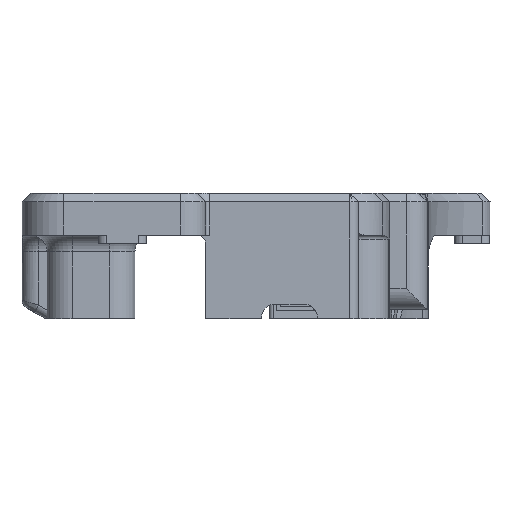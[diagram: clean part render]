
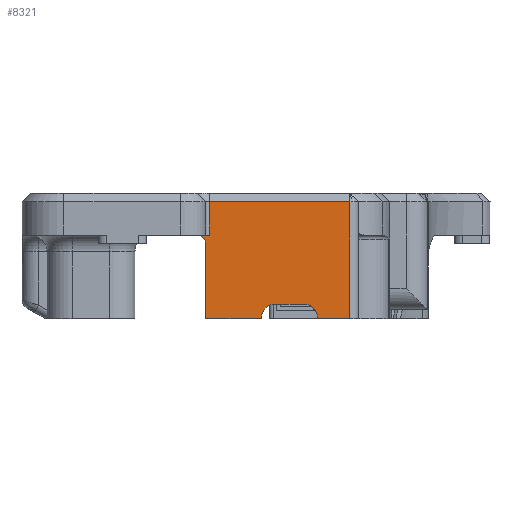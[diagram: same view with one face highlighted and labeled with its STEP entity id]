
A CAD part, front view. The second image highlights one B-rep face of the part: STEP entity #8321.
In plain terms, the highlighted planar face has unit normal (0, -1, 0).
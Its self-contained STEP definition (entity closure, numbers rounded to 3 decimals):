
#488=CIRCLE('',#8892,1.75);
#544=CIRCLE('',#9026,1.);
#545=CIRCLE('',#9027,1.75);
#943=FACE_OUTER_BOUND('',#1438,.T.);
#1438=EDGE_LOOP('',(#6378,#6379,#6380,#6381,#6382,#6383,#6384,#6385,#6386,
#6387,#6388));
#1890=LINE('',#12408,#2668);
#2025=LINE('',#13219,#2803);
#2031=LINE('',#13238,#2809);
#2043=LINE('',#13265,#2821);
#2121=LINE('',#13778,#2899);
#2124=LINE('',#13790,#2902);
#2127=LINE('',#13798,#2905);
#2128=LINE('',#13801,#2906);
#2668=VECTOR('',#9803,10.);
#2803=VECTOR('',#10278,10.);
#2809=VECTOR('',#10298,10.);
#2821=VECTOR('',#10328,10.);
#2899=VECTOR('',#10626,10.);
#2902=VECTOR('',#10639,0.4);
#2905=VECTOR('',#10650,10.);
#2906=VECTOR('',#10653,10.);
#3436=VERTEX_POINT('',#12405);
#3437=VERTEX_POINT('',#12407);
#3687=VERTEX_POINT('',#13216);
#3688=VERTEX_POINT('',#13218);
#3689=VERTEX_POINT('',#13222);
#3694=VERTEX_POINT('',#13236);
#3700=VERTEX_POINT('',#13255);
#3765=VERTEX_POINT('',#13772);
#3767=VERTEX_POINT('',#13776);
#3771=VERTEX_POINT('',#13787);
#3773=VERTEX_POINT('',#13800);
#4273=EDGE_CURVE('',#3437,#3436,#1890,.T.);
#4560=EDGE_CURVE('',#3688,#3687,#2025,.T.);
#4563=EDGE_CURVE('',#3687,#3689,#488,.T.);
#4570=EDGE_CURVE('',#3694,#3689,#2031,.T.);
#4584=EDGE_CURVE('',#3700,#3694,#2043,.T.);
#4725=EDGE_CURVE('',#3765,#3767,#2121,.T.);
#4731=EDGE_CURVE('',#3771,#3437,#2124,.T.);
#4735=EDGE_CURVE('',#3771,#3700,#2127,.T.);
#4736=EDGE_CURVE('',#3765,#3436,#544,.T.);
#4737=EDGE_CURVE('',#3773,#3767,#2128,.T.);
#4738=EDGE_CURVE('',#3773,#3688,#545,.T.);
#6378=ORIENTED_EDGE('',*,*,#4735,.F.);
#6379=ORIENTED_EDGE('',*,*,#4731,.T.);
#6380=ORIENTED_EDGE('',*,*,#4273,.T.);
#6381=ORIENTED_EDGE('',*,*,#4736,.F.);
#6382=ORIENTED_EDGE('',*,*,#4725,.T.);
#6383=ORIENTED_EDGE('',*,*,#4737,.F.);
#6384=ORIENTED_EDGE('',*,*,#4738,.T.);
#6385=ORIENTED_EDGE('',*,*,#4560,.T.);
#6386=ORIENTED_EDGE('',*,*,#4563,.T.);
#6387=ORIENTED_EDGE('',*,*,#4570,.F.);
#6388=ORIENTED_EDGE('',*,*,#4584,.F.);
#7987=PLANE('',#9025);
#8321=ADVANCED_FACE('',(#943),#7987,.T.);
#8892=AXIS2_PLACEMENT_3D('',#13225,#10283,#10284);
#9025=AXIS2_PLACEMENT_3D('',#13797,#10648,#10649);
#9026=AXIS2_PLACEMENT_3D('',#13799,#10651,#10652);
#9027=AXIS2_PLACEMENT_3D('',#13802,#10654,#10655);
#9803=DIRECTION('',(-1.,0.,0.));
#10278=DIRECTION('',(1.,0.,0.));
#10283=DIRECTION('center_axis',(0.,1.,0.));
#10284=DIRECTION('ref_axis',(0.,0.,
-1.));
#10298=DIRECTION('',(-1.,0.,0.));
#10328=DIRECTION('',(0.,0.,-1.));
#10626=DIRECTION('',(0.,0.,-1.));
#10639=DIRECTION('',(0.,0.,-1.));
#10648=DIRECTION('center_axis',(0.,-1.,
0.));
#10649=DIRECTION('ref_axis',(-1.,0.,0.));
#10650=DIRECTION('',(1.,0.,0.));
#10651=DIRECTION('center_axis',(0.,-1.,
0.));
#10652=DIRECTION('ref_axis',(0.707,0.,0.707));
#10653=DIRECTION('',(-1.,0.,0.));
#10654=DIRECTION('center_axis',(0.,1.,0.));
#10655=DIRECTION('ref_axis',(0.,0.,
1.));
#12405=CARTESIAN_POINT('',(0.477,69.429,43.306));
#12407=CARTESIAN_POINT('',(1.877,69.429,43.306));
#12408=CARTESIAN_POINT('',(13.322,69.429,43.306));
#13216=CARTESIAN_POINT('',(13.127,69.429,35.056));
#13218=CARTESIAN_POINT('',(9.877,69.429,35.056));
#13219=CARTESIAN_POINT('',(14.577,69.429,35.056));
#13222=CARTESIAN_POINT('',(14.877,69.429,33.306));
#13225=CARTESIAN_POINT('Origin',(13.127,69.429,33.306));
#13236=CARTESIAN_POINT('',(18.727,69.429,33.306));
#13238=CARTESIAN_POINT('',(0.477,69.429,33.306));
#13255=CARTESIAN_POINT('',(18.727,69.429,47.306));
#13265=CARTESIAN_POINT('',(18.727,69.429,48.306));
#13772=CARTESIAN_POINT('',(1.477,69.429,42.306));
#13776=CARTESIAN_POINT('',(1.477,69.429,33.306));
#13778=CARTESIAN_POINT('',(1.477,69.429,45.806));
#13787=CARTESIAN_POINT('',(1.877,69.429,47.306));
#13790=CARTESIAN_POINT('',(1.877,69.429,45.806));
#13797=CARTESIAN_POINT('Origin',(19.277,69.429,48.306));
#13798=CARTESIAN_POINT('',(13.385,69.429,47.306));
#13799=CARTESIAN_POINT('Origin',(0.477,69.429,42.306));
#13800=CARTESIAN_POINT('',(8.127,69.429,33.306));
#13801=CARTESIAN_POINT('',(0.477,69.429,33.306));
#13802=CARTESIAN_POINT('Origin',(9.877,69.429,33.306));
